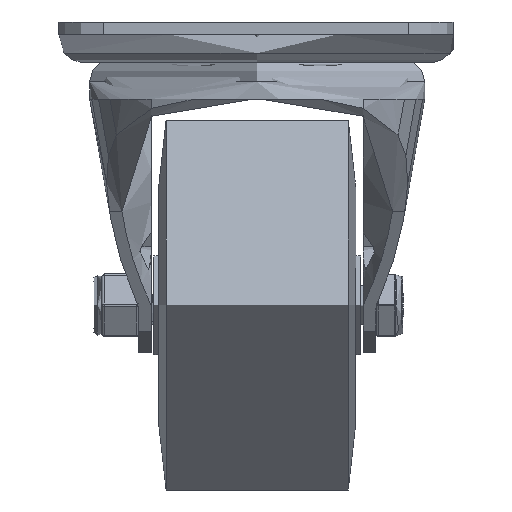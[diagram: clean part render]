
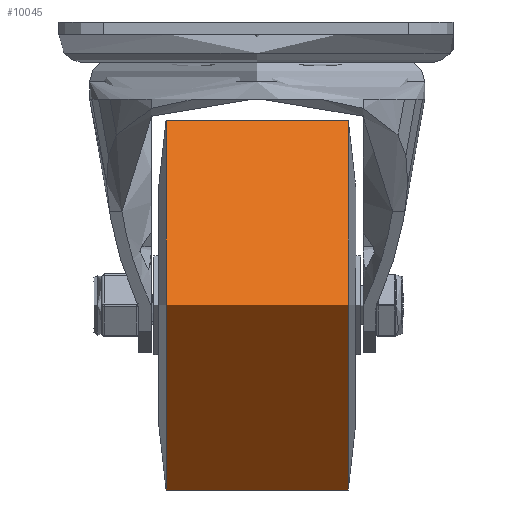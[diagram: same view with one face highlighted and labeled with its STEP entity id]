
A CAD part, left-side view. The second image highlights one B-rep face of the part: STEP entity #10045.
In plain terms, the highlighted cylindrical face has radius 37.5 mm (diameter 75 mm), a full revolution.
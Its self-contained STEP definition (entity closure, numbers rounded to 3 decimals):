
#1291=CYLINDRICAL_SURFACE('',#10992,37.5);
#1587=LINE('',#16433,#2146);
#2146=VECTOR('',#12498,37.5);
#2705=FACE_OUTER_BOUND('',#3339,.T.);
#3339=EDGE_LOOP('',(#7611,#7612,#7613,#7614));
#4027=CIRCLE('',#10990,37.5);
#4029=CIRCLE('',#10993,37.5);
#4629=VERTEX_POINT('',#16426);
#4631=VERTEX_POINT('',#16432);
#5728=EDGE_CURVE('',#4629,#4629,#4027,.T.);
#5731=EDGE_CURVE('',#4629,#4631,#1587,.T.);
#5732=EDGE_CURVE('',#4631,#4631,#4029,.T.);
#7611=ORIENTED_EDGE('',*,*,#5728,.F.);
#7612=ORIENTED_EDGE('',*,*,#5731,.T.);
#7613=ORIENTED_EDGE('',*,*,#5732,.T.);
#7614=ORIENTED_EDGE('',*,*,#5731,.F.);
#10045=ADVANCED_FACE('',(#2705),#1291,.T.);
#10990=AXIS2_PLACEMENT_3D('',#16427,#12491,#12492);
#10992=AXIS2_PLACEMENT_3D('',#16431,#12496,#12497);
#10993=AXIS2_PLACEMENT_3D('',#16434,#12499,#12500);
#12491=DIRECTION('center_axis',(0.,-1.,0.));
#12492=DIRECTION('ref_axis',(0.,0.,1.));
#12496=DIRECTION('center_axis',(0.,-1.,0.));
#12497=DIRECTION('ref_axis',(0.,0.,1.));
#12498=DIRECTION('',(0.,1.,0.));
#12499=DIRECTION('center_axis',(0.,-1.,0.));
#12500=DIRECTION('ref_axis',(0.,0.,1.));
#16426=CARTESIAN_POINT('',(0.,-18.5,-37.5));
#16427=CARTESIAN_POINT('Origin',(0.,-18.5,0.));
#16431=CARTESIAN_POINT('Origin',(0.,0.,0.));
#16432=CARTESIAN_POINT('',(0.,18.5,-37.5));
#16433=CARTESIAN_POINT('',(0.,0.,-37.5));
#16434=CARTESIAN_POINT('Origin',(0.,18.5,0.));
